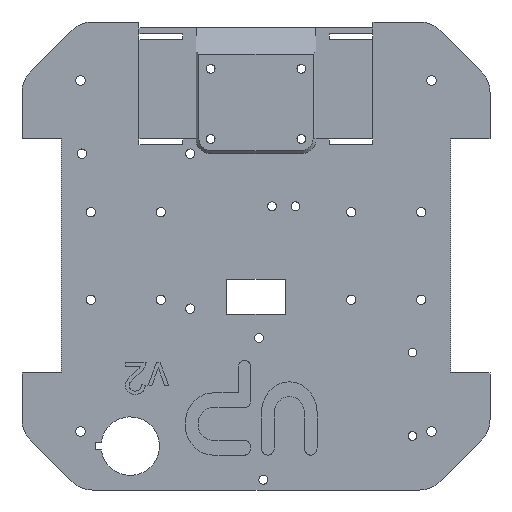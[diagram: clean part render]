
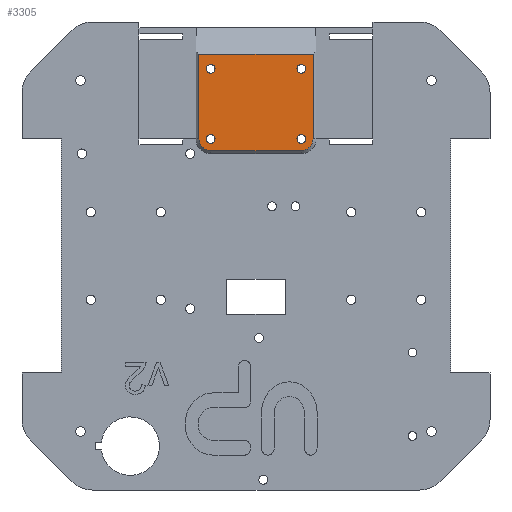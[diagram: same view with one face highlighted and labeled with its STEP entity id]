
A CAD part, front view. The second image highlights one B-rep face of the part: STEP entity #3305.
In plain terms, the highlighted planar face has unit normal (0, -1, 0).
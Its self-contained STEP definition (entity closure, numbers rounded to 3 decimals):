
#86=FACE_BOUND('',#655,.T.);
#87=FACE_BOUND('',#656,.T.);
#88=FACE_BOUND('',#657,.T.);
#89=FACE_BOUND('',#658,.T.);
#160=CIRCLE('',#3482,4.);
#162=CIRCLE('',#3486,4.);
#163=CIRCLE('',#3491,1.5);
#164=CIRCLE('',#3492,1.5);
#165=CIRCLE('',#3493,1.5);
#166=CIRCLE('',#3494,1.5);
#324=PLANE('',#3490);
#455=FACE_OUTER_BOUND('',#654,.T.);
#654=EDGE_LOOP('',(#2812,#2813,#2814,#2815,#2816,#2817));
#655=EDGE_LOOP('',(#2818));
#656=EDGE_LOOP('',(#2819));
#657=EDGE_LOOP('',(#2820));
#658=EDGE_LOOP('',(#2821));
#972=LINE('',#5558,#1287);
#985=LINE('',#5582,#1300);
#989=LINE('',#5589,#1304);
#992=LINE('',#5598,#1307);
#1287=VECTOR('',#3982,10.);
#1300=VECTOR('',#4001,10.);
#1304=VECTOR('',#4007,10.);
#1307=VECTOR('',#4018,10.);
#1664=VERTEX_POINT('',#5555);
#1665=VERTEX_POINT('',#5557);
#1673=VERTEX_POINT('',#5581);
#1675=VERTEX_POINT('',#5587);
#1676=VERTEX_POINT('',#5592);
#1677=VERTEX_POINT('',#5596);
#1678=VERTEX_POINT('',#5608);
#1679=VERTEX_POINT('',#5610);
#1680=VERTEX_POINT('',#5612);
#1681=VERTEX_POINT('',#5614);
#2062=EDGE_CURVE('',#1664,#1665,#972,.T.);
#2075=EDGE_CURVE('',#1665,#1673,#985,.T.);
#2079=EDGE_CURVE('',#1675,#1664,#989,.T.);
#2082=EDGE_CURVE('',#1676,#1675,#160,.T.);
#2084=EDGE_CURVE('',#1677,#1676,#992,.T.);
#2086=EDGE_CURVE('',#1673,#1677,#162,.T.);
#2089=EDGE_CURVE('',#1678,#1678,#163,.T.);
#2090=EDGE_CURVE('',#1679,#1679,#164,.T.);
#2091=EDGE_CURVE('',#1680,#1680,#165,.T.);
#2092=EDGE_CURVE('',#1681,#1681,#166,.T.);
#2812=ORIENTED_EDGE('',*,*,#2062,.F.);
#2813=ORIENTED_EDGE('',*,*,#2079,.F.);
#2814=ORIENTED_EDGE('',*,*,#2082,.F.);
#2815=ORIENTED_EDGE('',*,*,#2084,.F.);
#2816=ORIENTED_EDGE('',*,*,#2086,.F.);
#2817=ORIENTED_EDGE('',*,*,#2075,.F.);
#2818=ORIENTED_EDGE('',*,*,#2089,.T.);
#2819=ORIENTED_EDGE('',*,*,#2090,.T.);
#2820=ORIENTED_EDGE('',*,*,#2091,.T.);
#2821=ORIENTED_EDGE('',*,*,#2092,.T.);
#3305=ADVANCED_FACE('',(#455,#86,#87,#88,#89),#324,.T.);
#3482=AXIS2_PLACEMENT_3D('',#5594,#4013,#4014);
#3486=AXIS2_PLACEMENT_3D('',#5601,#4023,#4024);
#3490=AXIS2_PLACEMENT_3D('',#5607,#4033,#4034);
#3491=AXIS2_PLACEMENT_3D('',#5609,#4035,#4036);
#3492=AXIS2_PLACEMENT_3D('',#5611,#4037,#4038);
#3493=AXIS2_PLACEMENT_3D('',#5613,#4039,#4040);
#3494=AXIS2_PLACEMENT_3D('',#5615,#4041,#4042);
#3982=DIRECTION('',(1.,0.,0.));
#4001=DIRECTION('',(0.,0.,-1.));
#4007=DIRECTION('',(0.,0.,1.));
#4013=DIRECTION('center_axis',(0.,1.,0.));
#4014=DIRECTION('ref_axis',(-0.707,0.,-0.707));
#4018=DIRECTION('',(-1.,0.,0.));
#4023=DIRECTION('center_axis',(0.,1.,0.));
#4024=DIRECTION('ref_axis',(0.707,0.,-0.707));
#4033=DIRECTION('center_axis',(0.,-1.,0.));
#4034=DIRECTION('ref_axis',(0.,0.,-1.));
#4035=DIRECTION('center_axis',(0.,1.,0.));
#4036=DIRECTION('ref_axis',(0.,0.,1.));
#4037=DIRECTION('center_axis',(0.,1.,0.));
#4038=DIRECTION('ref_axis',(0.,0.,1.));
#4039=DIRECTION('center_axis',(0.,1.,0.));
#4040=DIRECTION('ref_axis',(0.,0.,1.));
#4041=DIRECTION('center_axis',(0.,1.,0.));
#4042=DIRECTION('ref_axis',(0.,0.,1.));
#5555=CARTESIAN_POINT('',(-19.5,-13.,69.));
#5557=CARTESIAN_POINT('',(19.5,-13.,69.));
#5558=CARTESIAN_POINT('',(0.,-13.,69.));
#5581=CARTESIAN_POINT('',(19.5,-13.,40.));
#5582=CARTESIAN_POINT('',(19.5,-13.,46.25));
#5587=CARTESIAN_POINT('',(-19.5,-13.,40.));
#5589=CARTESIAN_POINT('',(-19.5,-13.,68.75));
#5592=CARTESIAN_POINT('',(-15.5,-13.,36.));
#5594=CARTESIAN_POINT('Origin',(-15.5,-13.,40.));
#5596=CARTESIAN_POINT('',(15.5,-13.,36.));
#5598=CARTESIAN_POINT('',(-10.25,-13.,36.));
#5601=CARTESIAN_POINT('Origin',(15.5,-13.,40.));
#5607=CARTESIAN_POINT('Origin',(0.,-13.,57.5));
#5608=CARTESIAN_POINT('',(15.5,-13.,38.5));
#5609=CARTESIAN_POINT('Origin',(15.5,-13.,40.));
#5610=CARTESIAN_POINT('',(-15.5,-13.,38.5));
#5611=CARTESIAN_POINT('Origin',(-15.5,-13.,40.));
#5612=CARTESIAN_POINT('',(15.5,-13.,62.5));
#5613=CARTESIAN_POINT('Origin',(15.5,-13.,64.));
#5614=CARTESIAN_POINT('',(-15.5,-13.,62.5));
#5615=CARTESIAN_POINT('Origin',(-15.5,-13.,64.));
